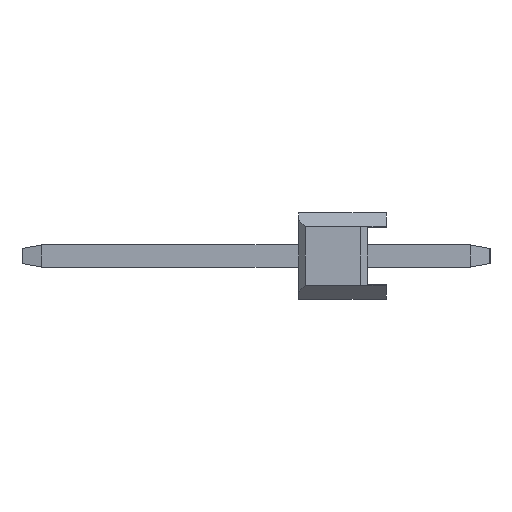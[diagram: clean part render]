
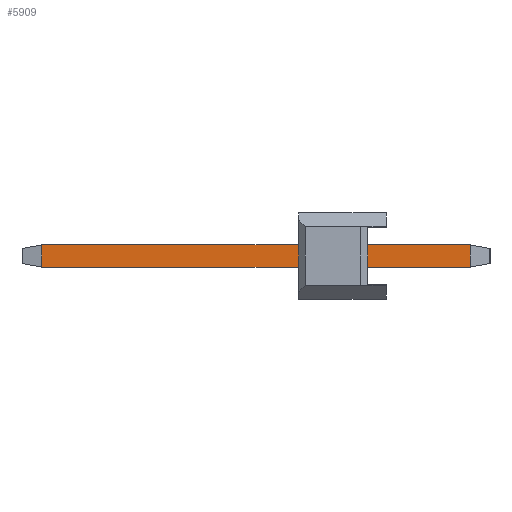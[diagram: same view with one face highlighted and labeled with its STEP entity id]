
A CAD part, left-side view. The second image highlights one B-rep face of the part: STEP entity #5909.
In plain terms, the highlighted planar face has unit normal (-1, 0, 0).
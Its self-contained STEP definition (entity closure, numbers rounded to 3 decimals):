
#35 = LINE ( 'NONE', #4226, #7603 ) ;
#214 = AXIS2_PLACEMENT_3D ( 'NONE', #13337, #3635, #7902 ) ;
#1151 = CARTESIAN_POINT ( 'NONE',  ( -0.32, -2.433, -0.32 ) ) ;
#1880 = LINE ( 'NONE', #6113, #12408 ) ;
#2292 = EDGE_LOOP ( 'NONE', ( #8922, #11274, #2650, #4498 ) ) ;
#2632 = VERTEX_POINT ( 'NONE', #7017 ) ;
#2650 = ORIENTED_EDGE ( 'NONE', *, *, #7433, .F. ) ;
#3254 = DIRECTION ( 'NONE',  ( 0., -1., 0. ) ) ;
#3429 = VECTOR ( 'NONE', #3254, 1000. ) ;
#3635 = DIRECTION ( 'NONE',  ( 1., 0., 0. ) ) ;
#4226 = CARTESIAN_POINT ( 'NONE',  ( -0.32, -2.433, 0.32 ) ) ;
#4498 = ORIENTED_EDGE ( 'NONE', *, *, #6397, .T. ) ;
#4508 = LINE ( 'NONE', #8801, #11314 ) ;
#4670 = FACE_OUTER_BOUND ( 'NONE', #2292, .T. ) ;
#4859 = VERTEX_POINT ( 'NONE', #1151 ) ;
#4873 = VERTEX_POINT ( 'NONE', #8592 ) ;
#5909 = ADVANCED_FACE ( 'NONE', ( #4670 ), #8965, .F. ) ;
#6113 = CARTESIAN_POINT ( 'NONE',  ( -0.32, 9.973, -0.32 ) ) ;
#6397 = EDGE_CURVE ( 'NONE', #2632, #7290, #1880, .T. ) ;
#7017 = CARTESIAN_POINT ( 'NONE',  ( -0.32, 9.973, 0.32 ) ) ;
#7290 = VERTEX_POINT ( 'NONE', #13772 ) ;
#7433 = EDGE_CURVE ( 'NONE', #2632, #4873, #4508, .T. ) ;
#7603 = VECTOR ( 'NONE', #8514, 1000. ) ;
#7902 = DIRECTION ( 'NONE',  ( 0., 0., -1. ) ) ;
#8514 = DIRECTION ( 'NONE',  ( 0., 0., 1. ) ) ;
#8562 = LINE ( 'NONE', #12931, #3429 ) ;
#8592 = CARTESIAN_POINT ( 'NONE',  ( -0.32, -2.433, 0.32 ) ) ;
#8801 = CARTESIAN_POINT ( 'NONE',  ( -0.32, 10.54, 0.32 ) ) ;
#8922 = ORIENTED_EDGE ( 'NONE', *, *, #9081, .T. ) ;
#8965 = PLANE ( 'NONE',  #214 ) ;
#9081 = EDGE_CURVE ( 'NONE', #7290, #4859, #8562, .T. ) ;
#10414 = DIRECTION ( 'NONE',  ( 0., 0., -1. ) ) ;
#11274 = ORIENTED_EDGE ( 'NONE', *, *, #13006, .T. ) ;
#11314 = VECTOR ( 'NONE', #13183, 1000. ) ;
#12408 = VECTOR ( 'NONE', #10414, 1000. ) ;
#12931 = CARTESIAN_POINT ( 'NONE',  ( -0.32, 10.54, -0.32 ) ) ;
#13006 = EDGE_CURVE ( 'NONE', #4859, #4873, #35, .T. ) ;
#13183 = DIRECTION ( 'NONE',  ( 0., -1., 0. ) ) ;
#13337 = CARTESIAN_POINT ( 'NONE',  ( -0.32, 10.54, 0.32 ) ) ;
#13772 = CARTESIAN_POINT ( 'NONE',  ( -0.32, 9.973, -0.32 ) ) ;
